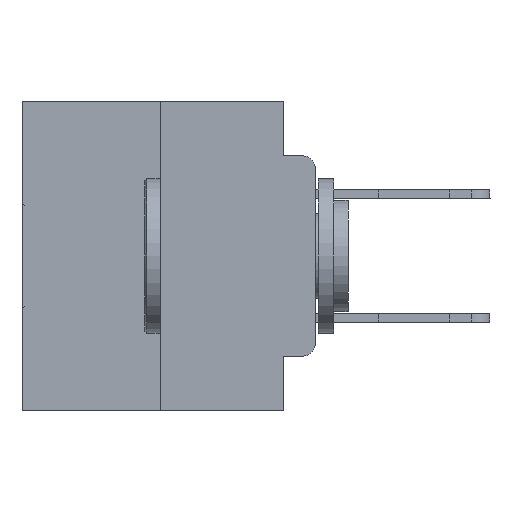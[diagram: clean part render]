
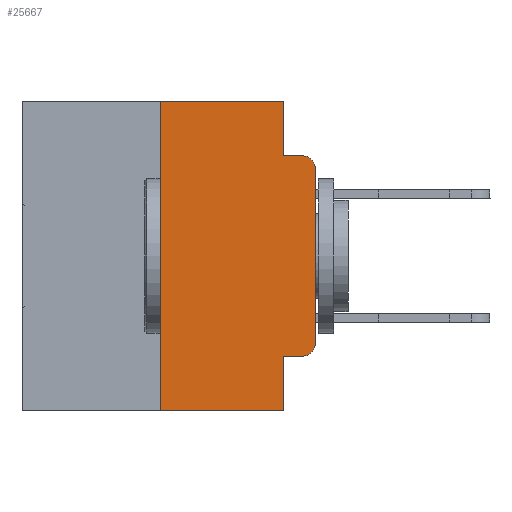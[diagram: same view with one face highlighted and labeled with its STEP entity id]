
A CAD part, left-side view. The second image highlights one B-rep face of the part: STEP entity #25667.
In plain terms, the highlighted planar face has unit normal (-1, 0, 0).
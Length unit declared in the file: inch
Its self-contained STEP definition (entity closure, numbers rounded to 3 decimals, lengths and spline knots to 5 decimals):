
#294 = CARTESIAN_POINT ( 'NONE',  ( 0., 0.473, -0.5 ) ) ;
#628 = ORIENTED_EDGE ( 'NONE', *, *, #30157, .T. ) ;
#1142 = VECTOR ( 'NONE', #9962, 39.37008 ) ;
#1802 = CARTESIAN_POINT ( 'NONE',  ( 0., 0.051, -0.5 ) ) ;
#2341 = EDGE_CURVE ( 'NONE', #8124, #27054, #9171, .T. ) ;
#2445 = VECTOR ( 'NONE', #26675, 39.37008 ) ;
#2705 = LINE ( 'NONE', #23599, #4285 ) ;
#3213 = LINE ( 'NONE', #294, #28617 ) ;
#3281 = DIRECTION ( 'NONE',  ( -1., 0., 0. ) ) ;
#4025 = EDGE_CURVE ( 'NONE', #8124, #22404, #7912, .T. ) ;
#4285 = VECTOR ( 'NONE', #8898, 39.37008 ) ;
#5053 = CARTESIAN_POINT ( 'NONE',  ( 0., 0.051, 0. ) ) ;
#5632 = CARTESIAN_POINT ( 'NONE',  ( 0., 0.02, -0.0885 ) ) ;
#6396 = CARTESIAN_POINT ( 'NONE',  ( 0., 0.02, -0.1085 ) ) ;
#6839 = VERTEX_POINT ( 'NONE', #5632 ) ;
#7833 = DIRECTION ( 'NONE',  ( 0., -1., 0. ) ) ;
#7912 = LINE ( 'NONE', #24516, #1142 ) ;
#8124 = VERTEX_POINT ( 'NONE', #20970 ) ;
#8134 = DIRECTION ( 'NONE',  ( 0., 0., 1. ) ) ;
#8428 = DIRECTION ( 'NONE',  ( 0., -1., 0. ) ) ;
#8528 = ORIENTED_EDGE ( 'NONE', *, *, #19042, .T. ) ;
#8898 = DIRECTION ( 'NONE',  ( 0., 0., -1. ) ) ;
#8924 = ORIENTED_EDGE ( 'NONE', *, *, #2341, .T. ) ;
#8934 = DIRECTION ( 'NONE',  ( 0., 0., -1. ) ) ;
#9116 = PLANE ( 'NONE',  #17436 ) ;
#9127 = EDGE_CURVE ( 'NONE', #16369, #31456, #25251, .T. ) ;
#9171 = LINE ( 'NONE', #25247, #2445 ) ;
#9226 = DIRECTION ( 'NONE',  ( 1., 0., 0. ) ) ;
#9957 = VERTEX_POINT ( 'NONE', #30548 ) ;
#9962 = DIRECTION ( 'NONE',  ( 0., 0., -1. ) ) ;
#10101 = ORIENTED_EDGE ( 'NONE', *, *, #17404, .F. ) ;
#10447 = VECTOR ( 'NONE', #8428, 39.37008 ) ;
#10491 = ORIENTED_EDGE ( 'NONE', *, *, #27756, .T. ) ;
#10621 = CARTESIAN_POINT ( 'NONE',  ( 0., 0.25, 0. ) ) ;
#10794 = EDGE_CURVE ( 'NONE', #28148, #13222, #2705, .T. ) ;
#11320 = VERTEX_POINT ( 'NONE', #25475 ) ;
#11967 = CARTESIAN_POINT ( 'NONE',  ( 0., 0.02, -0.4115 ) ) ;
#12472 = LINE ( 'NONE', #14775, #18260 ) ;
#13176 = ORIENTED_EDGE ( 'NONE', *, *, #9127, .F. ) ;
#13222 = VERTEX_POINT ( 'NONE', #16979 ) ;
#13396 = CARTESIAN_POINT ( 'NONE',  ( 0., 0.473, 0. ) ) ;
#13445 = CARTESIAN_POINT ( 'NONE',  ( 0., 0.25, -0.5 ) ) ;
#14775 = CARTESIAN_POINT ( 'NONE',  ( 0., 0.051, -0.0885 ) ) ;
#14878 = CIRCLE ( 'NONE', #15619, 0.02 ) ;
#15619 = AXIS2_PLACEMENT_3D ( 'NONE', #6396, #23632, #8934 ) ;
#16218 = LINE ( 'NONE', #13396, #10447 ) ;
#16369 = VERTEX_POINT ( 'NONE', #13445 ) ;
#16979 = CARTESIAN_POINT ( 'NONE',  ( 0., 0.051, -0.0885 ) ) ;
#17404 = EDGE_CURVE ( 'NONE', #13222, #6839, #12472, .T. ) ;
#17436 = AXIS2_PLACEMENT_3D ( 'NONE', #23920, #9226, #26342 ) ;
#17823 = LINE ( 'NONE', #21239, #23503 ) ;
#18104 = AXIS2_PLACEMENT_3D ( 'NONE', #18223, #3281, #20645 ) ;
#18223 = CARTESIAN_POINT ( 'NONE',  ( 0., 0.02, -0.3915 ) ) ;
#18260 = VECTOR ( 'NONE', #22158, 39.37008 ) ;
#18783 = VECTOR ( 'NONE', #8134, 39.37008 ) ;
#19042 = EDGE_CURVE ( 'NONE', #9957, #6839, #14878, .T. ) ;
#20645 = DIRECTION ( 'NONE',  ( 0., 0., -1. ) ) ;
#20832 = ORIENTED_EDGE ( 'NONE', *, *, #22291, .T. ) ;
#20970 = CARTESIAN_POINT ( 'NONE',  ( 0., 0.051, -0.4115 ) ) ;
#21227 = ORIENTED_EDGE ( 'NONE', *, *, #4025, .F. ) ;
#21239 = CARTESIAN_POINT ( 'NONE',  ( 0., 0., 0. ) ) ;
#22158 = DIRECTION ( 'NONE',  ( 0., -1., 0. ) ) ;
#22291 = EDGE_CURVE ( 'NONE', #11320, #9957, #17823, .T. ) ;
#22404 = VERTEX_POINT ( 'NONE', #1802 ) ;
#22765 = EDGE_CURVE ( 'NONE', #31456, #28148, #16218, .T. ) ;
#23122 = ORIENTED_EDGE ( 'NONE', *, *, #10794, .F. ) ;
#23503 = VECTOR ( 'NONE', #23792, 39.37008 ) ;
#23599 = CARTESIAN_POINT ( 'NONE',  ( 0., 0.051, 0. ) ) ;
#23632 = DIRECTION ( 'NONE',  ( -1., 0., 0. ) ) ;
#23792 = DIRECTION ( 'NONE',  ( 0., 0., 1. ) ) ;
#23920 = CARTESIAN_POINT ( 'NONE',  ( 0., 0.473, 0. ) ) ;
#24030 = CARTESIAN_POINT ( 'NONE',  ( 0., 0.25, 0. ) ) ;
#24372 = FACE_OUTER_BOUND ( 'NONE', #31093, .T. ) ;
#24516 = CARTESIAN_POINT ( 'NONE',  ( 0., 0.051, 0. ) ) ;
#24659 = ORIENTED_EDGE ( 'NONE', *, *, #22765, .F. ) ;
#25247 = CARTESIAN_POINT ( 'NONE',  ( 0., 0.051, -0.4115 ) ) ;
#25251 = LINE ( 'NONE', #10621, #18783 ) ;
#25475 = CARTESIAN_POINT ( 'NONE',  ( 0., 0., -0.3915 ) ) ;
#25667 = ADVANCED_FACE ( 'NONE', ( #24372 ), #9116, .F. ) ;
#26342 = DIRECTION ( 'NONE',  ( 0., 0., -1. ) ) ;
#26675 = DIRECTION ( 'NONE',  ( 0., -1., 0. ) ) ;
#27054 = VERTEX_POINT ( 'NONE', #11967 ) ;
#27756 = EDGE_CURVE ( 'NONE', #27054, #11320, #29487, .T. ) ;
#28148 = VERTEX_POINT ( 'NONE', #5053 ) ;
#28617 = VECTOR ( 'NONE', #7833, 39.37008 ) ;
#29487 = CIRCLE ( 'NONE', #18104, 0.02 ) ;
#30157 = EDGE_CURVE ( 'NONE', #16369, #22404, #3213, .T. ) ;
#30548 = CARTESIAN_POINT ( 'NONE',  ( 0., 0., -0.1085 ) ) ;
#31093 = EDGE_LOOP ( 'NONE', ( #20832, #8528, #10101, #23122, #24659, #13176, #628, #21227, #8924, #10491 ) ) ;
#31456 = VERTEX_POINT ( 'NONE', #24030 ) ;
